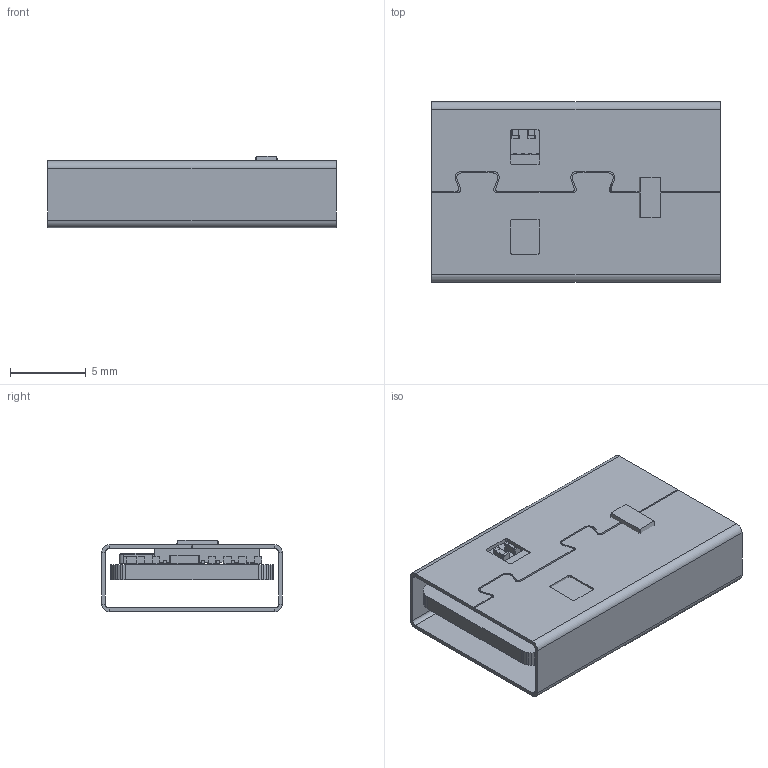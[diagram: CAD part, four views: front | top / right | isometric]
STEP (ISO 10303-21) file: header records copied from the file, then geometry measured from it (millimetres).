
FILE_DESCRIPTION(('KiCad electronic assembly'),'2;1');
FILE_NAME('revo.step','2023-06-28T18:18:55',('Pcbnew'),('Kicad'), 'Open CASCADE STEP processor 7.6','KiCad to STEP converter','Unknown' );
FILE_SCHEMA(('AUTOMOTIVE_DESIGN { 1 0 10303 214 1 1 1 1 }'));
Length unit declared in the file: millimetre
Products named in the file (20): revo 1; R_0402_1005Metric; SOLID; C_0402_1005Metric; L_0402_1005Metric; 32MHZ Clock v1; USB2 v3; COMPOUND; Nordic_AQFN-73-1EP_7x7mm_P0.5mm; LED_0603_1608Metric; Crystal 2 v0; SOT-23-5; PCB
Assembly tree (37 placements, depth 3):
  revo 1
    R_0402_1005Metric
      SOLID
    C_0402_1005Metric  x18
      SOLID
    L_0402_1005Metric  x2
      SOLID
    32MHZ Clock v1
      SOLID
    USB2 v3
      COMPOUND
    Nordic_AQFN-73-1EP_7x7mm_P0.5mm
      SOLID
    LED_0603_1608Metric
      SOLID
    Crystal 2 v0
      SOLID
    SOT-23-5
      SOLID
    PCB
Bounding box: 19 x 11.9 x 4.7 mm (x, y, z)
Volume: 387.3 mm3; surface area: 1827.6 mm2
Topology: 28 solids, 28 shells, 1171 faces, 3120 edges, 2048 vertices
Faces by surface type: plane 805, cylinder 333, bspline 29, torus 4
Full cylindrical faces by diameter (mm): 0.4 x1
Entity records: 48668 total; most frequent: CARTESIAN_POINT 8117, DIRECTION 6878, LINE 4921, VECTOR 4921, ORIENTED_EDGE 3648, PCURVE 3648, DEFINITIONAL_REPRESENTATION 3648, EDGE_CURVE 1824
